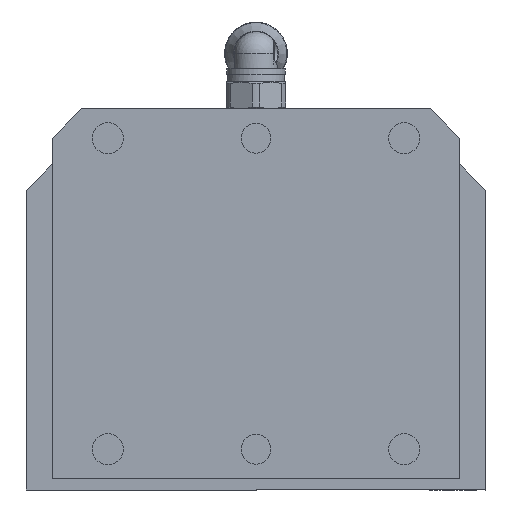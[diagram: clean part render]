
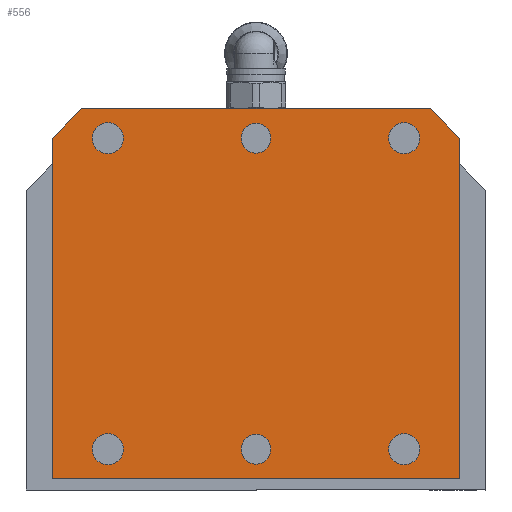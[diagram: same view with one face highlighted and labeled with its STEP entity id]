
A CAD part, left-side view. The second image highlights one B-rep face of the part: STEP entity #556.
In plain terms, the highlighted planar face has unit normal (-1, 0, 0).
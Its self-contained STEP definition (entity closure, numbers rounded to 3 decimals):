
#556 = ADVANCED_FACE( '', ( #1316, #1317, #1318, #1319, #1320, #1321, #1322 ), #1323, .F. );
#1316 = FACE_BOUND( '', #2282, .T. );
#1317 = FACE_BOUND( '', #2283, .T. );
#1318 = FACE_BOUND( '', #2284, .T. );
#1319 = FACE_BOUND( '', #2285, .T. );
#1320 = FACE_BOUND( '', #2286, .T. );
#1321 = FACE_BOUND( '', #2287, .T. );
#1322 = FACE_OUTER_BOUND( '', #2288, .T. );
#1323 = PLANE( '', #2289 );
#2282 = EDGE_LOOP( '', ( #3779 ) );
#2283 = EDGE_LOOP( '', ( #3780 ) );
#2284 = EDGE_LOOP( '', ( #3781 ) );
#2285 = EDGE_LOOP( '', ( #3782 ) );
#2286 = EDGE_LOOP( '', ( #3783 ) );
#2287 = EDGE_LOOP( '', ( #3784 ) );
#2288 = EDGE_LOOP( '', ( #3785, #3786, #3787, #3788, #3789, #3790 ) );
#2289 = AXIS2_PLACEMENT_3D( '', #3791, #3792, #3793 );
#3779 = ORIENTED_EDGE( '', *, *, #5414, .T. );
#3780 = ORIENTED_EDGE( '', *, *, #4902, .T. );
#3781 = ORIENTED_EDGE( '', *, *, #5371, .T. );
#3782 = ORIENTED_EDGE( '', *, *, #4921, .T. );
#3783 = ORIENTED_EDGE( '', *, *, #5415, .T. );
#3784 = ORIENTED_EDGE( '', *, *, #5416, .T. );
#3785 = ORIENTED_EDGE( '', *, *, #5059, .F. );
#3786 = ORIENTED_EDGE( '', *, *, #5038, .F. );
#3787 = ORIENTED_EDGE( '', *, *, #5201, .F. );
#3788 = ORIENTED_EDGE( '', *, *, #5417, .F. );
#3789 = ORIENTED_EDGE( '', *, *, #5062, .F. );
#3790 = ORIENTED_EDGE( '', *, *, #4971, .F. );
#3791 = CARTESIAN_POINT( '', ( -75., 0., 75. ) );
#3792 = DIRECTION( '', ( 1., 0., 0. ) );
#3793 = DIRECTION( '', ( 0., 0., 1. ) );
#4902 = EDGE_CURVE( '', #5706, #5706, #5707, .T. );
#4921 = EDGE_CURVE( '', #5737, #5737, #5738, .T. );
#4971 = EDGE_CURVE( '', #5827, #5828, #5829, .T. );
#5038 = EDGE_CURVE( '', #5943, #5944, #5945, .T. );
#5059 = EDGE_CURVE( '', #5944, #5827, #5979, .T. );
#5062 = EDGE_CURVE( '', #5828, #5982, #5983, .T. );
#5201 = EDGE_CURVE( '', #6212, #5943, #6213, .T. );
#5371 = EDGE_CURVE( '', #6475, #6475, #6476, .T. );
#5414 = EDGE_CURVE( '', #6534, #6534, #6535, .T. );
#5415 = EDGE_CURVE( '', #6536, #6536, #6537, .T. );
#5416 = EDGE_CURVE( '', #6538, #6538, #6539, .T. );
#5417 = EDGE_CURVE( '', #5982, #6212, #6540, .T. );
#5706 = VERTEX_POINT( '', #6877 );
#5707 = CIRCLE( '', #6878, 2.1 );
#5737 = VERTEX_POINT( '', #6908 );
#5738 = CIRCLE( '', #6909, 2.1 );
#5827 = VERTEX_POINT( '', #7047 );
#5828 = VERTEX_POINT( '', #7048 );
#5829 = LINE( '', #7049, #7050 );
#5943 = VERTEX_POINT( '', #7199 );
#5944 = VERTEX_POINT( '', #7200 );
#5945 = LINE( '', #7201, #7202 );
#5979 = LINE( '', #7273, #7274 );
#5982 = VERTEX_POINT( '', #7278 );
#5983 = LINE( '', #7279, #7280 );
#6212 = VERTEX_POINT( '', #7613 );
#6213 = LINE( '', #7614, #7615 );
#6475 = VERTEX_POINT( '', #7978 );
#6476 = CIRCLE( '', #7979, 2.1 );
#6534 = VERTEX_POINT( '', #8063 );
#6535 = CIRCLE( '', #8064, 2.1 );
#6536 = VERTEX_POINT( '', #8065 );
#6537 = CIRCLE( '', #8066, 2.01 );
#6538 = VERTEX_POINT( '', #8067 );
#6539 = CIRCLE( '', #8068, 2.01 );
#6540 = LINE( '', #8069, #8070 );
#6877 = CARTESIAN_POINT( '', ( -75., -17.9, 5.5 ) );
#6878 = AXIS2_PLACEMENT_3D( '', #8556, #8557, #8558 );
#6908 = CARTESIAN_POINT( '', ( -75., -17.9, 47.5 ) );
#6909 = AXIS2_PLACEMENT_3D( '', #8592, #8593, #8594 );
#7047 = CARTESIAN_POINT( '', ( -75., 23.5, 51.5 ) );
#7048 = CARTESIAN_POINT( '', ( -75., -23.5, 51.5 ) );
#7049 = CARTESIAN_POINT( '', ( -75., 23.5, 51.5 ) );
#7050 = VECTOR( '', #8671, 1000. );
#7199 = CARTESIAN_POINT( '', ( -75., 27.5, 1.5 ) );
#7200 = CARTESIAN_POINT( '', ( -75., 27.5, 47.5 ) );
#7201 = CARTESIAN_POINT( '', ( -75., 27.5, 1.5 ) );
#7202 = VECTOR( '', #8755, 1000. );
#7273 = CARTESIAN_POINT( '', ( -75., 27.5, 47.5 ) );
#7274 = VECTOR( '', #8778, 1000. );
#7278 = CARTESIAN_POINT( '', ( -75., -27.5, 47.5 ) );
#7279 = CARTESIAN_POINT( '', ( -75., -23.5, 51.5 ) );
#7280 = VECTOR( '', #8780, 1000. );
#7613 = CARTESIAN_POINT( '', ( -75., -27.5, 1.5 ) );
#7614 = CARTESIAN_POINT( '', ( -75., -27.5, 1.5 ) );
#7615 = VECTOR( '', #8959, 1000. );
#7978 = CARTESIAN_POINT( '', ( -75., 22.1, 47.5 ) );
#7979 = AXIS2_PLACEMENT_3D( '', #9172, #9173, #9174 );
#8063 = CARTESIAN_POINT( '', ( -75., 22.1, 5.5 ) );
#8064 = AXIS2_PLACEMENT_3D( '', #9211, #9212, #9213 );
#8065 = CARTESIAN_POINT( '', ( -75., 2.01, 5.5 ) );
#8066 = AXIS2_PLACEMENT_3D( '', #9214, #9215, #9216 );
#8067 = CARTESIAN_POINT( '', ( -75., 2.01, 47.5 ) );
#8068 = AXIS2_PLACEMENT_3D( '', #9217, #9218, #9219 );
#8069 = CARTESIAN_POINT( '', ( -75., -27.5, 47.5 ) );
#8070 = VECTOR( '', #9220, 1000. );
#8556 = CARTESIAN_POINT( '', ( -75., -20., 5.5 ) );
#8557 = DIRECTION( '', ( 1., 0., 0. ) );
#8558 = DIRECTION( '', ( 0., 1., 0. ) );
#8592 = CARTESIAN_POINT( '', ( -75., -20., 47.5 ) );
#8593 = DIRECTION( '', ( 1., 0., 0. ) );
#8594 = DIRECTION( '', ( 0., 1., 0. ) );
#8671 = DIRECTION( '', ( 0., -1., 0. ) );
#8755 = DIRECTION( '', ( 0., 0., 1. ) );
#8778 = DIRECTION( '', ( 0., -0.707, 0.707 ) );
#8780 = DIRECTION( '', ( 0., -0.707, -0.707 ) );
#8959 = DIRECTION( '', ( 0., 1., 0. ) );
#9172 = CARTESIAN_POINT( '', ( -75., 20., 47.5 ) );
#9173 = DIRECTION( '', ( 1., 0., 0. ) );
#9174 = DIRECTION( '', ( 0., 1., 0. ) );
#9211 = CARTESIAN_POINT( '', ( -75., 20., 5.5 ) );
#9212 = DIRECTION( '', ( 1., 0., 0. ) );
#9213 = DIRECTION( '', ( 0., 1., 0. ) );
#9214 = CARTESIAN_POINT( '', ( -75., 0., 5.5 ) );
#9215 = DIRECTION( '', ( 1., 0., 0. ) );
#9216 = DIRECTION( '', ( 0., 1., 0. ) );
#9217 = CARTESIAN_POINT( '', ( -75., 0., 47.5 ) );
#9218 = DIRECTION( '', ( 1., 0., 0. ) );
#9219 = DIRECTION( '', ( 0., 1., 0. ) );
#9220 = DIRECTION( '', ( 0., 0., -1. ) );
